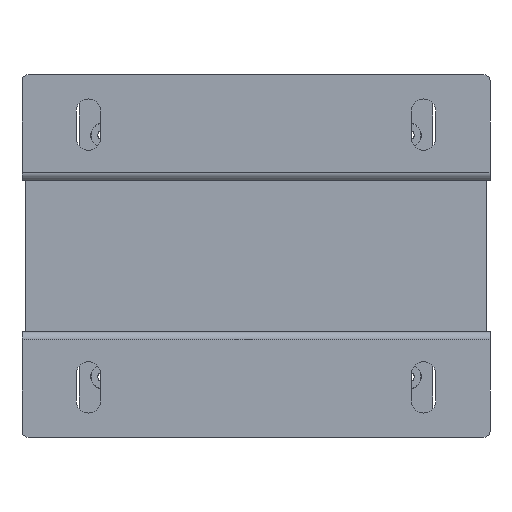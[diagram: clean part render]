
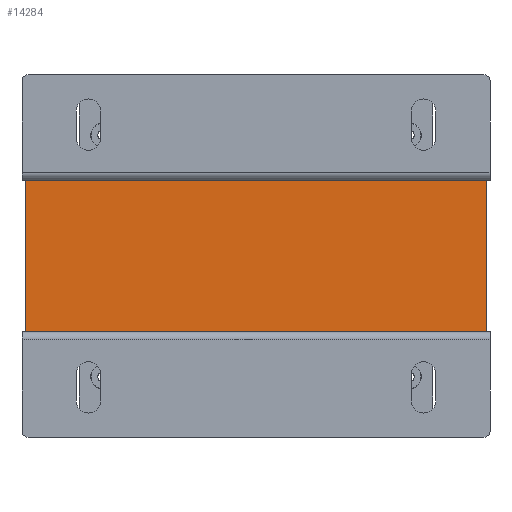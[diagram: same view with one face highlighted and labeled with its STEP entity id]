
A CAD part, front view. The second image highlights one B-rep face of the part: STEP entity #14284.
In plain terms, the highlighted planar face has unit normal (0, -1, 0).
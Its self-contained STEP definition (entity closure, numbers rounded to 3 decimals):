
#2347 = FACE_OUTER_BOUND ( 'NONE', #33592, .T. ) ;
#9397 = LINE ( 'NONE', #161499, #97419 ) ;
#14284 = ADVANCED_FACE ( 'NONE', ( #2347 ), #126611, .F. ) ;
#16960 = ORIENTED_EDGE ( 'NONE', *, *, #122105, .F. ) ;
#23867 = CARTESIAN_POINT ( 'NONE',  ( 99.401, 9.757, 164.033 ) ) ;
#25274 = VERTEX_POINT ( 'NONE', #100134 ) ;
#32410 = AXIS2_PLACEMENT_3D ( 'NONE', #65712, #142122, #54935 ) ;
#33592 = EDGE_LOOP ( 'NONE', ( #58236, #45337, #16960, #81675 ) ) ;
#39951 = EDGE_CURVE ( 'NONE', #25274, #88433, #9397, .T. ) ;
#45337 = ORIENTED_EDGE ( 'NONE', *, *, #94841, .F. ) ;
#54935 = DIRECTION ( 'NONE',  ( 0., 0., 1. ) ) ;
#55847 = CARTESIAN_POINT ( 'NONE',  ( -52.999, 9.757, 164.033 ) ) ;
#57505 = DIRECTION ( 'NONE',  ( 0., 0., -1. ) ) ;
#58105 = LINE ( 'NONE', #92731, #122301 ) ;
#58236 = ORIENTED_EDGE ( 'NONE', *, *, #39951, .T. ) ;
#65712 = CARTESIAN_POINT ( 'NONE',  ( -52.999, 9.757, 164.033 ) ) ;
#66663 = CARTESIAN_POINT ( 'NONE',  ( 99.401, 9.757, 114.003 ) ) ;
#81406 = VERTEX_POINT ( 'NONE', #130340 ) ;
#81675 = ORIENTED_EDGE ( 'NONE', *, *, #103806, .T. ) ;
#88433 = VERTEX_POINT ( 'NONE', #66663 ) ;
#92731 = CARTESIAN_POINT ( 'NONE',  ( -52.999, 9.757, 164.033 ) ) ;
#94841 = EDGE_CURVE ( 'NONE', #105041, #88433, #162059, .T. ) ;
#97419 = VECTOR ( 'NONE', #146735, 1000. ) ;
#100134 = CARTESIAN_POINT ( 'NONE',  ( -52.999, 9.757, 114.003 ) ) ;
#103806 = EDGE_CURVE ( 'NONE', #81406, #25274, #129937, .T. ) ;
#105041 = VERTEX_POINT ( 'NONE', #142693 ) ;
#122105 = EDGE_CURVE ( 'NONE', #81406, #105041, #58105, .T. ) ;
#122301 = VECTOR ( 'NONE', #158424, 1000. ) ;
#124266 = DIRECTION ( 'NONE',  ( 0., 0., -1. ) ) ;
#126611 = PLANE ( 'NONE',  #32410 ) ;
#128289 = VECTOR ( 'NONE', #57505, 1000. ) ;
#129937 = LINE ( 'NONE', #55847, #128289 ) ;
#130340 = CARTESIAN_POINT ( 'NONE',  ( -52.999, 9.757, 164.033 ) ) ;
#137993 = VECTOR ( 'NONE', #124266, 1000. ) ;
#142122 = DIRECTION ( 'NONE',  ( 0., 1., 0. ) ) ;
#142693 = CARTESIAN_POINT ( 'NONE',  ( 99.401, 9.757, 164.033 ) ) ;
#146735 = DIRECTION ( 'NONE',  ( 1., 0., 0. ) ) ;
#158424 = DIRECTION ( 'NONE',  ( 1., 0., 0. ) ) ;
#161499 = CARTESIAN_POINT ( 'NONE',  ( -52.999, 9.757, 114.003 ) ) ;
#162059 = LINE ( 'NONE', #23867, #137993 ) ;
